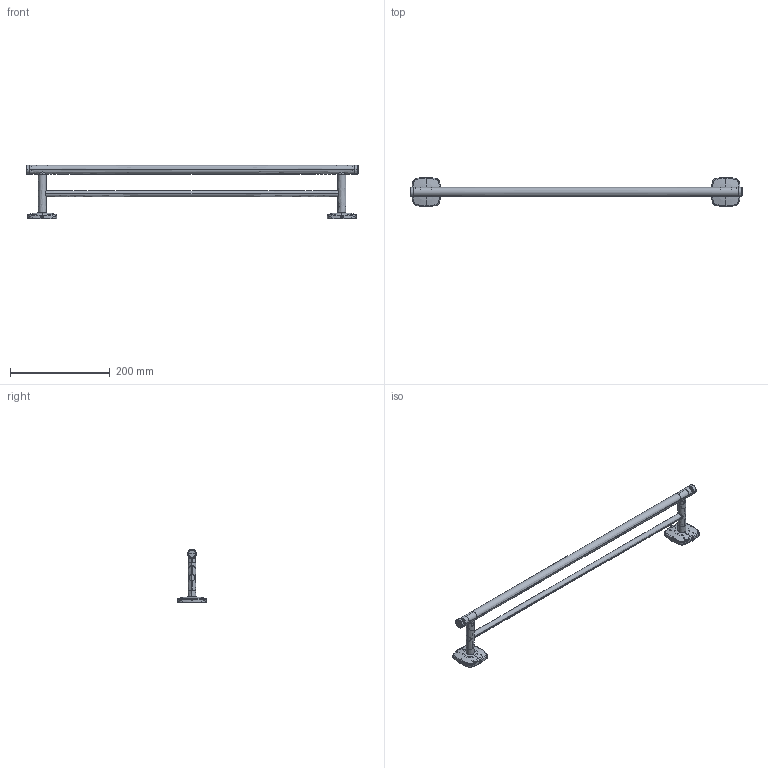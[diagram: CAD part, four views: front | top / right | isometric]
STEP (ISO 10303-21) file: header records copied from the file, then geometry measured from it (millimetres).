
FILE_DESCRIPTION((''),'2;1');
FILE_NAME('D0280532_ASM','2020-10-15T',('fpd05'),(''),'CREO PARAMETRIC BY PTC INC, 2015480','CREO PARAMETRIC BY PTC INC, 2015480','');
FILE_SCHEMA(('CONFIG_CONTROL_DESIGN'));
Products named in the file (12): 82D0280532; 83D0280532; 80D0380530; 84D0280532; 83D0180532; 81D29022; 81D0280532; 80D0280532; 85D0280532; 8SD98X53X05; 8NM5; D0280532_ASM
Assembly tree (20 placements, depth 2):
  D0280532_ASM
    82D0280532
    83D0280532  x2
    80D0380530  x2
    84D0280532  x2
    83D0180532  x2
    81D29022  x2
    81D0280532  x2
    80D0280532  x2
    85D0280532
    8SD98X53X05  x2
    8NM5  x2
Bounding box: 665 x 58 x 107 mm (x, y, z)
Surface area: 172330.4 mm2 (no closed solid volume)
Topology: 0 solids, 0 shells, 1060 faces, 5564 edges, 5508 vertices
Faces by surface type: bspline 968, torus 56, sphere 36
Entity records: 60784 total; most frequent: CARTESIAN_POINT 37514, DIRECTION 3371, DEFINITIONAL_REPRESENTATION 2788, PCURVE 2788, COMPOSITE_CURVE_SEGMENT 2788, TRIMMED_CURVE 2702, VECTOR 2189, LINE 2189
